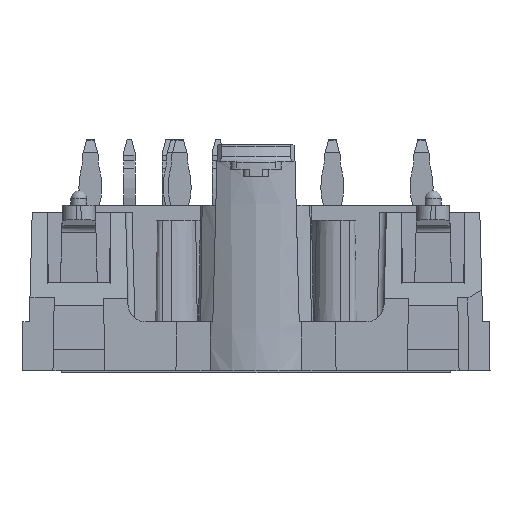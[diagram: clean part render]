
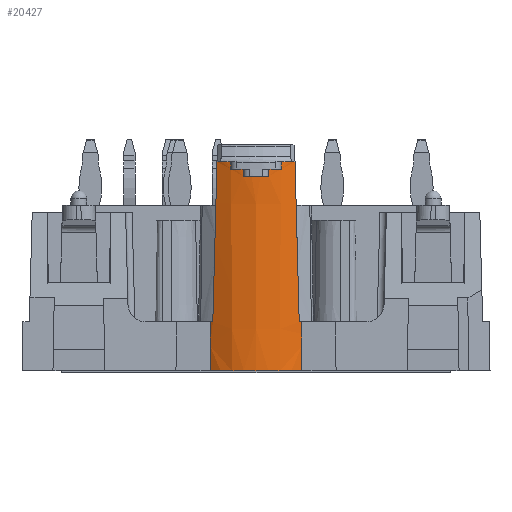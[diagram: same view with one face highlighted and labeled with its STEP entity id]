
A CAD part, left-side view. The second image highlights one B-rep face of the part: STEP entity #20427.
In plain terms, the highlighted conical face has half-angle 0.516 degrees and reference radius 5.5 mm.
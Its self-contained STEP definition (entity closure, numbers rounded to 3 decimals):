
#57=B_SPLINE_CURVE_WITH_KNOTS('',3,(#28853,#28854,#28855,#28856),
 .UNSPECIFIED.,.F.,.F.,(4,4),(0.002,0.002),
 .UNSPECIFIED.);
#58=B_SPLINE_CURVE_WITH_KNOTS('',3,(#28860,#28861,#28862,#28863),
 .UNSPECIFIED.,.F.,.F.,(4,4),(0.002,0.002),
 .UNSPECIFIED.);
#59=B_SPLINE_CURVE_WITH_KNOTS('',3,(#28867,#28868,#28869,#28870),
 .UNSPECIFIED.,.F.,.F.,(4,4),(0.002,0.003),
 .UNSPECIFIED.);
#60=B_SPLINE_CURVE_WITH_KNOTS('',3,(#28874,#28875,#28876,#28877),
 .UNSPECIFIED.,.F.,.F.,(4,4),(0.002,0.002),
 .UNSPECIFIED.);
#96=CONICAL_SURFACE('',#21522,5.5,0.009);
#173=CIRCLE('',#21072,5.469);
#241=CIRCLE('',#21414,5.5);
#244=CIRCLE('',#21419,5.5);
#261=CIRCLE('',#21442,5.6);
#264=CIRCLE('',#21524,5.595);
#265=CIRCLE('',#21525,5.591);
#266=CIRCLE('',#21526,5.595);
#267=CIRCLE('',#21527,5.6);
#854=ELLIPSE('',#21459,248.172,3.71);
#870=ELLIPSE('',#21523,283.039,6.957);
#871=ELLIPSE('',#21528,283.039,6.957);
#872=ELLIPSE('',#21529,248.172,3.71);
#2782=ORIENTED_EDGE('',*,*,#5723,.F.);
#2783=ORIENTED_EDGE('',*,*,#6333,.F.);
#2784=ORIENTED_EDGE('',*,*,#6273,.T.);
#2785=ORIENTED_EDGE('',*,*,#6441,.F.);
#2786=ORIENTED_EDGE('',*,*,#6310,.T.);
#2787=ORIENTED_EDGE('',*,*,#6442,.T.);
#2788=ORIENTED_EDGE('',*,*,#6443,.T.);
#2789=ORIENTED_EDGE('',*,*,#6444,.T.);
#2790=ORIENTED_EDGE('',*,*,#6445,.T.);
#2791=ORIENTED_EDGE('',*,*,#6446,.T.);
#2792=ORIENTED_EDGE('',*,*,#6447,.T.);
#2793=ORIENTED_EDGE('',*,*,#6448,.T.);
#2794=ORIENTED_EDGE('',*,*,#6449,.T.);
#2795=ORIENTED_EDGE('',*,*,#6450,.F.);
#2796=ORIENTED_EDGE('',*,*,#6278,.T.);
#2797=ORIENTED_EDGE('',*,*,#6451,.T.);
#5723=EDGE_CURVE('',#7883,#7884,#173,.F.);
#6273=EDGE_CURVE('',#8244,#8245,#241,.T.);
#6278=EDGE_CURVE('',#8246,#8250,#244,.T.);
#6310=EDGE_CURVE('',#8281,#8280,#261,.T.);
#6333=EDGE_CURVE('',#8244,#7883,#854,.T.);
#6441=EDGE_CURVE('',#8281,#8245,#870,.F.);
#6442=EDGE_CURVE('',#8280,#8352,#57,.T.);
#6443=EDGE_CURVE('',#8352,#8353,#264,.T.);
#6444=EDGE_CURVE('',#8353,#8354,#58,.T.);
#6445=EDGE_CURVE('',#8354,#8355,#265,.T.);
#6446=EDGE_CURVE('',#8355,#8356,#59,.T.);
#6447=EDGE_CURVE('',#8356,#8357,#266,.T.);
#6448=EDGE_CURVE('',#8357,#8358,#60,.T.);
#6449=EDGE_CURVE('',#8358,#8359,#267,.T.);
#6450=EDGE_CURVE('',#8246,#8359,#871,.F.);
#6451=EDGE_CURVE('',#8250,#7884,#872,.F.);
#7883=VERTEX_POINT('',#27324);
#7884=VERTEX_POINT('',#27326);
#8244=VERTEX_POINT('',#28510);
#8245=VERTEX_POINT('',#28513);
#8246=VERTEX_POINT('',#28517);
#8250=VERTEX_POINT('',#28524);
#8280=VERTEX_POINT('',#28589);
#8281=VERTEX_POINT('',#28591);
#8352=VERTEX_POINT('',#28857);
#8353=VERTEX_POINT('',#28859);
#8354=VERTEX_POINT('',#28864);
#8355=VERTEX_POINT('',#28866);
#8356=VERTEX_POINT('',#28871);
#8357=VERTEX_POINT('',#28873);
#8358=VERTEX_POINT('',#28878);
#8359=VERTEX_POINT('',#28880);
#12632=EDGE_LOOP('',(#2782,#2783,#2784,#2785,#2786,#2787,#2788,#2789,#2790,
#2791,#2792,#2793,#2794,#2795,#2796,#2797));
#13488=FACE_BOUND('',#12632,.T.);
#20427=ADVANCED_FACE('',(#13488),#96,.T.);
#21072=AXIS2_PLACEMENT_3D('',#27325,#22854,#22855);
#21414=AXIS2_PLACEMENT_3D('',#28514,#23909,#23910);
#21419=AXIS2_PLACEMENT_3D('',#28525,#23920,#23921);
#21442=AXIS2_PLACEMENT_3D('',#28590,#23978,#23979);
#21459=AXIS2_PLACEMENT_3D('',#28637,#24023,#24024);
#21522=AXIS2_PLACEMENT_3D('',#28851,#24239,#24240);
#21523=AXIS2_PLACEMENT_3D('',#28852,#24241,#24242);
#21524=AXIS2_PLACEMENT_3D('',#28858,#24243,#24244);
#21525=AXIS2_PLACEMENT_3D('',#28865,#24245,#24246);
#21526=AXIS2_PLACEMENT_3D('',#28872,#24247,#24248);
#21527=AXIS2_PLACEMENT_3D('',#28879,#24249,#24250);
#21528=AXIS2_PLACEMENT_3D('',#28881,#24251,#24252);
#21529=AXIS2_PLACEMENT_3D('',#28882,#24253,#24254);
#22854=DIRECTION('',(0.,0.,1.));
#22855=DIRECTION('',(1.,0.,0.));
#23909=DIRECTION('',(0.,0.,-1.));
#23910=DIRECTION('',(-1.,0.,0.));
#23920=DIRECTION('',(0.,0.,-1.));
#23921=DIRECTION('',(-1.,0.,0.));
#23978=DIRECTION('',(0.,0.,-1.));
#23979=DIRECTION('',(-1.,0.,0.));
#24023=DIRECTION('',(1.,0.,0.017));
#24024=DIRECTION('',(-0.017,0.,1.));
#24239=DIRECTION('',(0.,0.,1.));
#24240=DIRECTION('',(-1.,0.,0.));
#24241=DIRECTION('',(0.,1.,-0.026));
#24242=DIRECTION('',(0.,0.026,1.));
#24243=DIRECTION('',(0.,0.,-1.));
#24244=DIRECTION('',(-1.,0.,0.));
#24245=DIRECTION('',(0.,0.,-1.));
#24246=DIRECTION('',(-1.,0.,0.));
#24247=DIRECTION('',(0.,0.,-1.));
#24248=DIRECTION('',(-1.,0.,0.));
#24249=DIRECTION('',(0.,0.,-1.));
#24250=DIRECTION('',(-1.,0.,0.));
#24251=DIRECTION('',(0.,-1.,-0.026));
#24252=DIRECTION('',(0.,-0.026,1.));
#24253=DIRECTION('',(1.,0.,0.017));
#24254=DIRECTION('',(-0.017,0.,1.));
#27324=CARTESIAN_POINT('',(-31.941,-3.193,0.));
#27325=CARTESIAN_POINT('',(-27.5,0.,0.));
#27326=CARTESIAN_POINT('',(-31.941,3.193,0.));
#28510=CARTESIAN_POINT('',(-32.,-3.162,3.4));
#28513=CARTESIAN_POINT('',(-32.11,-3.,3.4));
#28514=CARTESIAN_POINT('',(-27.5,0.,3.4));
#28517=CARTESIAN_POINT('',(-32.11,3.,3.4));
#28524=CARTESIAN_POINT('',(-32.,3.162,3.4));
#28525=CARTESIAN_POINT('',(-27.5,0.,3.4));
#28589=CARTESIAN_POINT('',(-32.82,-1.75,14.5));
#28590=CARTESIAN_POINT('',(-27.5,0.,14.5));
#28591=CARTESIAN_POINT('',(-32.401,-2.709,14.5));
#28637=CARTESIAN_POINT('',(-29.735,0.,-126.336));
#28851=CARTESIAN_POINT('',(-27.5,0.,3.4));
#28852=CARTESIAN_POINT('',(-27.5,2.549,215.309));
#28853=CARTESIAN_POINT('',(-32.82,-1.75,14.5));
#28854=CARTESIAN_POINT('',(-32.818,-1.75,14.333));
#28855=CARTESIAN_POINT('',(-32.816,-1.75,14.167));
#28856=CARTESIAN_POINT('',(-32.815,-1.75,14.));
#28857=CARTESIAN_POINT('',(-32.815,-1.75,14.));
#28858=CARTESIAN_POINT('',(-27.5,0.,14.));
#28859=CARTESIAN_POINT('',(-33.023,-0.9,14.));
#28860=CARTESIAN_POINT('',(-33.023,-0.9,14.));
#28861=CARTESIAN_POINT('',(-33.021,-0.9,13.833));
#28862=CARTESIAN_POINT('',(-33.02,-0.9,13.667));
#28863=CARTESIAN_POINT('',(-33.018,-0.9,13.5));
#28864=CARTESIAN_POINT('',(-33.018,-0.9,13.5));
#28865=CARTESIAN_POINT('',(-27.5,0.,13.5));
#28866=CARTESIAN_POINT('',(-33.018,0.9,13.5));
#28867=CARTESIAN_POINT('',(-33.018,0.9,13.5));
#28868=CARTESIAN_POINT('',(-33.02,0.9,13.667));
#28869=CARTESIAN_POINT('',(-33.021,0.9,13.833));
#28870=CARTESIAN_POINT('',(-33.023,0.9,14.));
#28871=CARTESIAN_POINT('',(-33.023,0.9,14.));
#28872=CARTESIAN_POINT('',(-27.5,0.,14.));
#28873=CARTESIAN_POINT('',(-32.815,1.75,14.));
#28874=CARTESIAN_POINT('',(-32.815,1.75,14.));
#28875=CARTESIAN_POINT('',(-32.816,1.75,14.167));
#28876=CARTESIAN_POINT('',(-32.818,1.75,14.333));
#28877=CARTESIAN_POINT('',(-32.82,1.75,14.5));
#28878=CARTESIAN_POINT('',(-32.82,1.75,14.5));
#28879=CARTESIAN_POINT('',(-27.5,0.,14.5));
#28880=CARTESIAN_POINT('',(-32.401,2.709,14.5));
#28881=CARTESIAN_POINT('',(-27.5,-2.549,215.309));
#28882=CARTESIAN_POINT('',(-29.735,0.,-126.336));
